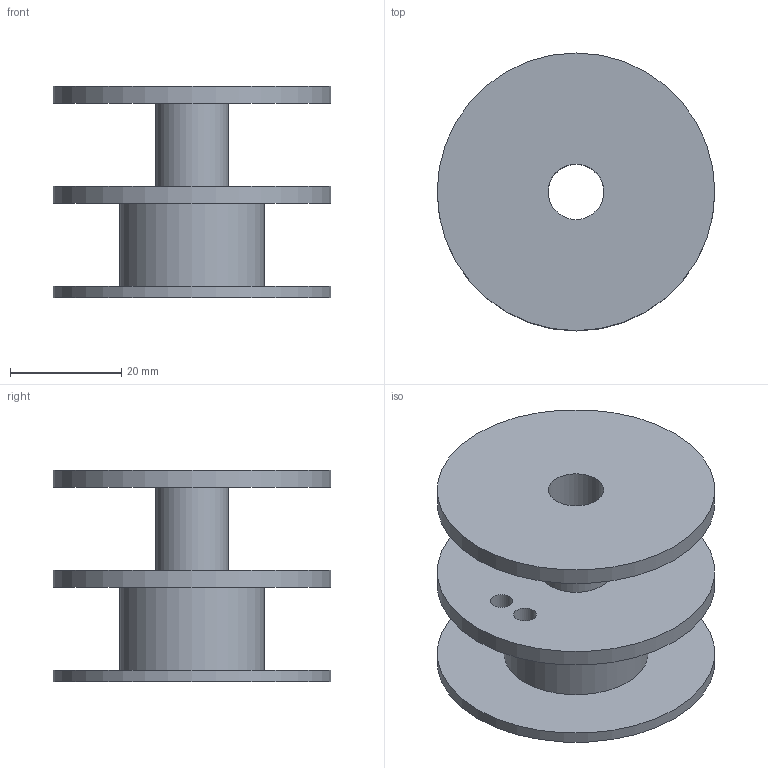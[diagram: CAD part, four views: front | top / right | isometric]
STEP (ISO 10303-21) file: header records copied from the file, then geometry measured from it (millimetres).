
FILE_DESCRIPTION(('FreeCAD Model'),'2;1');
FILE_NAME('dual-pulley.stp','2016-11-07T16:58:48',( 'Author'),(''),'Open CASCADE STEP processor 6.8','FreeCAD','Unknown' );
FILE_SCHEMA(('AUTOMOTIVE_DESIGN_CC2 { 1 2 10303 214 -1 1 5 4 }'));
Length unit declared in the file: millimetre
Products named in the file (2): ASSEMBLY; Pocket001
Assembly tree (1 placements, depth 2):
  ASSEMBLY
    Pocket001
Bounding box: 50 x 50 x 38 mm (x, y, z)
Volume: 22603 mm3; surface area: 14610 mm2
Topology: 1 solids, 1 shells, 14 faces, 24 edges, 16 vertices
Faces by surface type: cylinder 8, plane 6
Full cylindrical faces by diameter (mm): 4 x2, 10 x1, 13 x1, 26 x1, 50 x3
Entity records: 749 total; most frequent: CARTESIAN_POINT 188, DIRECTION 106, ORIENTED_EDGE 48, PCURVE 48, DEFINITIONAL_REPRESENTATION 48, LINE 40, VECTOR 40, AXIS2_PLACEMENT_3D 32
